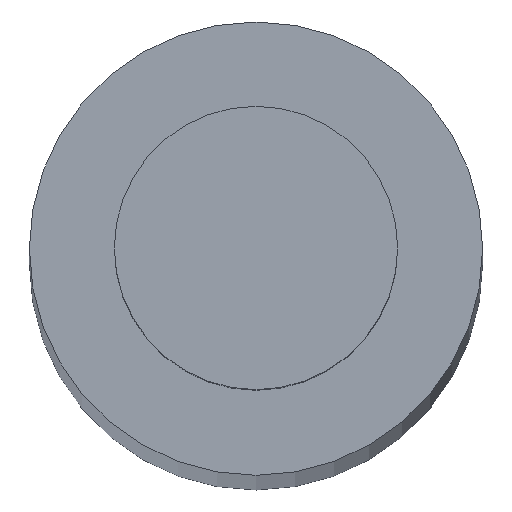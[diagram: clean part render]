
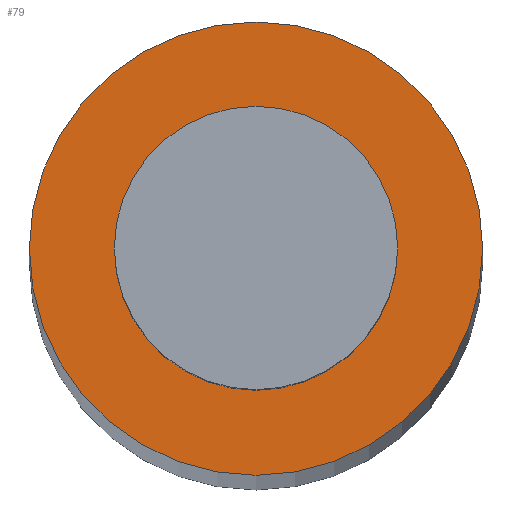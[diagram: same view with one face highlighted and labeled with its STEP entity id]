
A CAD part, top view. The second image highlights one B-rep face of the part: STEP entity #79.
In plain terms, the highlighted planar face has unit normal (0, 0, 1).
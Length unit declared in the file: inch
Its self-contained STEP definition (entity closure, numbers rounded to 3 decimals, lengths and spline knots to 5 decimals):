
#16=PLANE('',#111);
#22=FACE_BOUND('',#38,.T.);
#27=FACE_OUTER_BOUND('',#37,.T.);
#37=EDGE_LOOP('',(#67));
#38=EDGE_LOOP('',(#68));
#46=CIRCLE('',#109,0.23438);
#48=CIRCLE('',#112,0.375);
#52=VERTEX_POINT('',#154);
#54=VERTEX_POINT('',#159);
#58=EDGE_CURVE('',#52,#52,#46,.T.);
#60=EDGE_CURVE('',#54,#54,#48,.T.);
#67=ORIENTED_EDGE('',*,*,#60,.F.);
#68=ORIENTED_EDGE('',*,*,#58,.F.);
#79=ADVANCED_FACE('',(#27,#22),#16,.T.);
#109=AXIS2_PLACEMENT_3D('',#155,#130,#131);
#111=AXIS2_PLACEMENT_3D('',#158,#134,#135);
#112=AXIS2_PLACEMENT_3D('',#160,#136,#137);
#130=DIRECTION('center_axis',(0.,0.,1.));
#131=DIRECTION('ref_axis',(-1.,0.,0.));
#134=DIRECTION('center_axis',(0.,0.,1.));
#135=DIRECTION('ref_axis',(1.,0.,0.));
#136=DIRECTION('center_axis',(0.,0.,-1.));
#137=DIRECTION('ref_axis',(-1.,0.,0.));
#154=CARTESIAN_POINT('',(0.23438,0.,14.5625));
#155=CARTESIAN_POINT('Origin',(0.,0.,14.5625));
#158=CARTESIAN_POINT('Origin',(0.,0.,14.5625));
#159=CARTESIAN_POINT('',(0.375,0.,14.5625));
#160=CARTESIAN_POINT('Origin',(0.,0.,14.5625));
